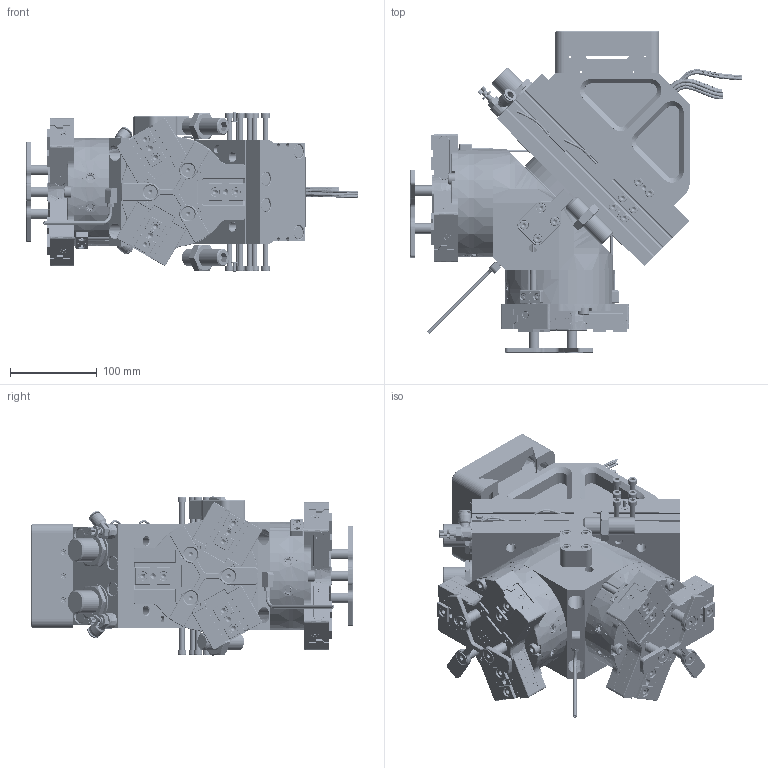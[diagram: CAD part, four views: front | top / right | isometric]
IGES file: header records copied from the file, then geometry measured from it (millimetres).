
Start section: SolidWorks IGES file using analytic representation for surfaces
Global section: file name: FY46ZM-D95&FYQ200-R2.IGS; native system: SolidWorks 2020; preprocessor: SolidWorks 2020; author: Administrator; date: 231111.163741; units: millimetre
Bounding box: 381.88 x 369.7 x 183 mm (x, y, z)
Surface area: 1030300.2 mm2 (no closed solid volume)
Topology: 0 solids, 0 shells, 16747 faces, 177222 edges, 176692 vertices
Faces by surface type: bspline 11384, revolution 5363
